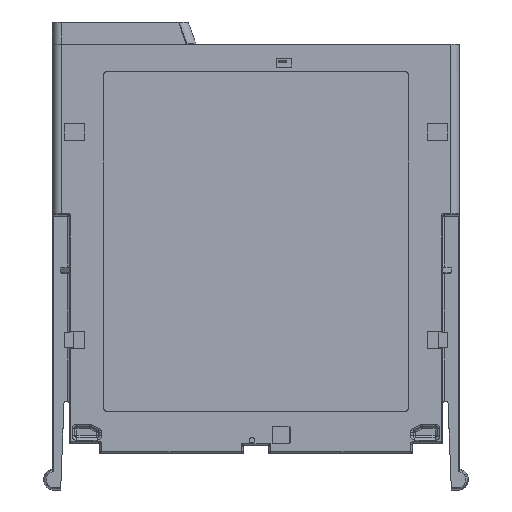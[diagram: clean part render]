
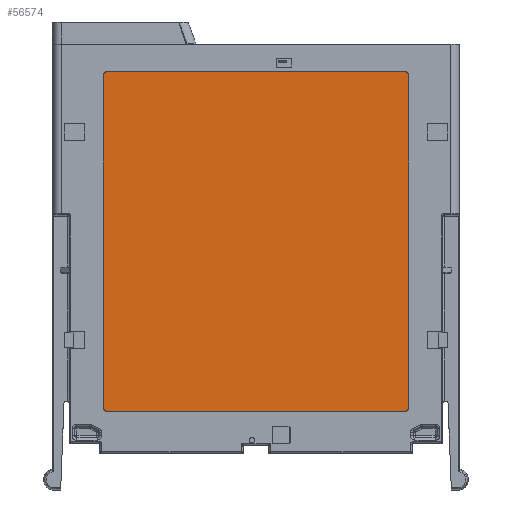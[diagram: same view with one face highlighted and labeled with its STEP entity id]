
A CAD part, left-side view. The second image highlights one B-rep face of the part: STEP entity #56574.
In plain terms, the highlighted planar face has unit normal (-1, 0, 0).
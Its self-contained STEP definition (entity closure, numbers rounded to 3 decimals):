
#17172=CARTESIAN_POINT('',(0.15,85.,19.53));
#17173=DIRECTION('',(-1.,0.,0.));
#17174=DIRECTION('',(0.,1.,0.));
#17175=AXIS2_PLACEMENT_3D('',#17172,#17173,#17174);
#17177=DIRECTION('',(0.,0.,-1.));
#17178=VECTOR('',#17177,78.);
#17179=CARTESIAN_POINT('',(0.15,86.,97.53));
#17180=LINE('',#17179,#17178);
#17181=CARTESIAN_POINT('',(0.15,85.,97.53));
#17182=DIRECTION('',(-1.,0.,0.));
#17183=DIRECTION('',(0.,0.,1.));
#17184=AXIS2_PLACEMENT_3D('',#17181,#17182,#17183);
#17186=DIRECTION('',(0.,1.,0.));
#17187=VECTOR('',#17186,70.);
#17188=CARTESIAN_POINT('',(0.15,15.,98.53));
#17189=LINE('',#17188,#17187);
#17190=CARTESIAN_POINT('',(0.15,15.,97.53));
#17191=DIRECTION('',(-1.,0.,0.));
#17192=DIRECTION('',(0.,-1.,0.));
#17193=AXIS2_PLACEMENT_3D('',#17190,#17191,#17192);
#17195=DIRECTION('',(0.,0.,1.));
#17196=VECTOR('',#17195,78.);
#17197=CARTESIAN_POINT('',(0.15,14.,19.53));
#17198=LINE('',#17197,#17196);
#17199=CARTESIAN_POINT('',(0.15,15.,19.53));
#17200=DIRECTION('',(-1.,0.,0.));
#17201=DIRECTION('',(0.,0.,-1.));
#17202=AXIS2_PLACEMENT_3D('',#17199,#17200,#17201);
#17204=DIRECTION('',(0.,-1.,0.));
#17205=VECTOR('',#17204,70.);
#17206=CARTESIAN_POINT('',(0.15,85.,18.53));
#17207=LINE('',#17206,#17205);
#17347=CARTESIAN_POINT('',(0.15,86.,19.53));
#17348=CARTESIAN_POINT('',(0.15,85.,18.53));
#17349=VERTEX_POINT('',#17347);
#17350=VERTEX_POINT('',#17348);
#17355=CARTESIAN_POINT('',(0.15,15.,18.53));
#17356=CARTESIAN_POINT('',(0.15,14.,19.53));
#17357=VERTEX_POINT('',#17355);
#17358=VERTEX_POINT('',#17356);
#17363=CARTESIAN_POINT('',(0.15,14.,97.53));
#17364=CARTESIAN_POINT('',(0.15,15.,98.53));
#17365=VERTEX_POINT('',#17363);
#17366=VERTEX_POINT('',#17364);
#17371=CARTESIAN_POINT('',(0.15,85.,98.53));
#17372=CARTESIAN_POINT('',(0.15,86.,97.53));
#17373=VERTEX_POINT('',#17371);
#17374=VERTEX_POINT('',#17372);
#56553=CARTESIAN_POINT('',(0.15,50.,56.78));
#56554=DIRECTION('',(-1.,0.,0.));
#56555=DIRECTION('',(0.,0.,1.));
#56556=AXIS2_PLACEMENT_3D('',#56553,#56554,#56555);
#56557=PLANE('',#56556);
#56558=ORIENTED_EDGE('',*,*,#56537,.F.);
#56560=ORIENTED_EDGE('',*,*,#56559,.F.);
#56562=ORIENTED_EDGE('',*,*,#56561,.F.);
#56564=ORIENTED_EDGE('',*,*,#56563,.F.);
#56566=ORIENTED_EDGE('',*,*,#56565,.F.);
#56568=ORIENTED_EDGE('',*,*,#56567,.F.);
#56570=ORIENTED_EDGE('',*,*,#56569,.F.);
#56571=ORIENTED_EDGE('',*,*,#56517,.F.);
#56572=EDGE_LOOP('',(#56558,#56560,#56562,#56564,#56566,#56568,#56570,#56571));
#56573=FACE_OUTER_BOUND('',#56572,.F.);
#56574=ADVANCED_FACE('',(#56573),#56557,.T.);
#17176=CIRCLE('',#17175,1.);
#17185=CIRCLE('',#17184,1.);
#17194=CIRCLE('',#17193,1.);
#17203=CIRCLE('',#17202,1.);
#56517=EDGE_CURVE('',#17350,#17357,#17207,.T.);
#56537=EDGE_CURVE('',#17349,#17350,#17176,.T.);
#56559=EDGE_CURVE('',#17374,#17349,#17180,.T.);
#56561=EDGE_CURVE('',#17373,#17374,#17185,.T.);
#56563=EDGE_CURVE('',#17366,#17373,#17189,.T.);
#56565=EDGE_CURVE('',#17365,#17366,#17194,.T.);
#56567=EDGE_CURVE('',#17358,#17365,#17198,.T.);
#56569=EDGE_CURVE('',#17357,#17358,#17203,.T.);
